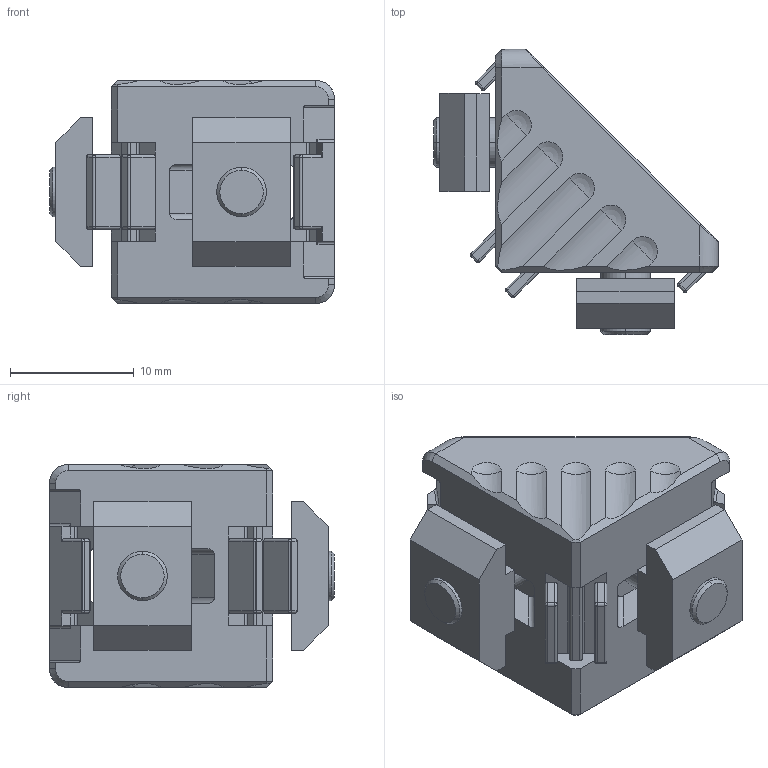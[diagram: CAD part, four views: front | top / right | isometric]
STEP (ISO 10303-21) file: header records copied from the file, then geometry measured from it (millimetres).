
FILE_DESCRIPTION (( 'STEP AP214' ), '1' );
FILE_NAME ('38DEFAU10161140125089.step', '2006-10-16T15:40:12', ( 'SysAdmin' ), ( 'SolidWorks' ), 'SwSTEP 2.0', 'SolidWorks 2007', '' );
FILE_SCHEMA (( 'AUTOMOTIVE_DESIGN' ));
Length unit declared in the file: millimetre
Products named in the file (1): 38DEFAU10161140125089
Bounding box: 23 x 23 x 18 mm (x, y, z)
Volume: 2831.2 mm3; surface area: 3240 mm2
Topology: 5 solids, 5 shells, 287 faces, 740 edges, 442 vertices
Faces by surface type: plane 138, cylinder 97, sphere 28, cone 16, bspline 8
Entity records: 8553 total; most frequent: CARTESIAN_POINT 1786, ORIENTED_EDGE 1396, DIRECTION 1372, EDGE_CURVE 698, AXIS2_PLACEMENT_3D 458, LINE 456, VECTOR 456, VERTEX_POINT 424
